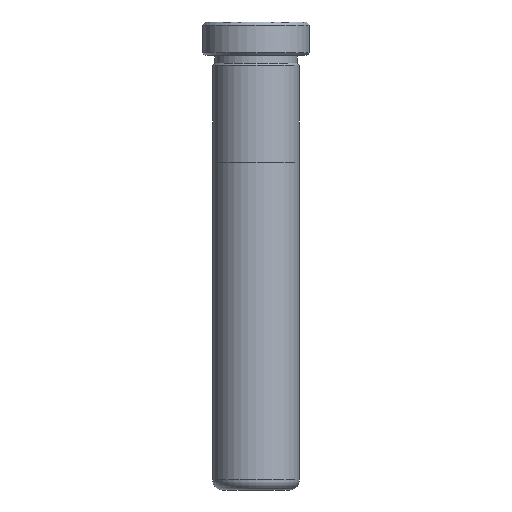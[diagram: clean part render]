
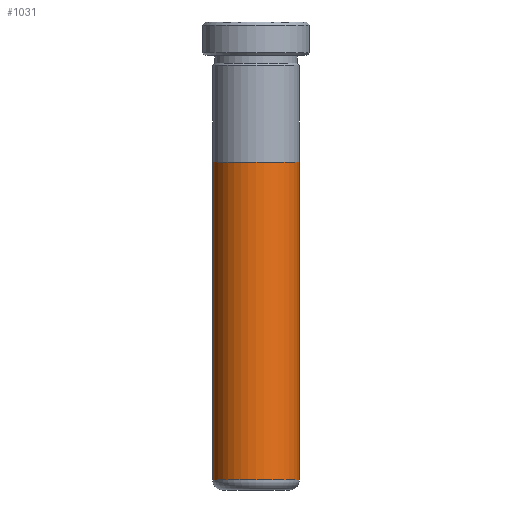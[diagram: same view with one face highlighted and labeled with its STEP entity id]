
A CAD part, front view. The second image highlights one B-rep face of the part: STEP entity #1031.
In plain terms, the highlighted cylindrical face has radius 6.495 mm (diameter 12.99 mm), a partial arc.
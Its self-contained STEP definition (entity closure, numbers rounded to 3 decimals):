
#16 = DIRECTION ( 'NONE',  ( 1., 0., 0. ) ) ;
#74 = EDGE_CURVE ( 'NONE', #604, #944, #558, .T. ) ;
#112 = EDGE_CURVE ( 'NONE', #1392, #604, #1385, .T. ) ;
#116 = DIRECTION ( 'NONE',  ( 0., 0., -1. ) ) ;
#130 = VECTOR ( 'NONE', #116, 1000. ) ;
#241 = DIRECTION ( 'NONE',  ( 0., 0., -1. ) ) ;
#299 = CARTESIAN_POINT ( 'NONE',  ( -6.495, 0., 49. ) ) ;
#384 = CIRCLE ( 'NONE', #1123, 6.495 ) ;
#395 = EDGE_CURVE ( 'NONE', #590, #944, #466, .T. ) ;
#439 = EDGE_CURVE ( 'NONE', #1392, #590, #384, .T. ) ;
#466 = LINE ( 'NONE', #1291, #130 ) ;
#494 = DIRECTION ( 'NONE',  ( -1., 0., 0. ) ) ;
#524 = FACE_OUTER_BOUND ( 'NONE', #1167, .T. ) ;
#558 = CIRCLE ( 'NONE', #1324, 6.495 ) ;
#570 = ORIENTED_EDGE ( 'NONE', *, *, #395, .F. ) ;
#590 = VERTEX_POINT ( 'NONE', #1347 ) ;
#604 = VERTEX_POINT ( 'NONE', #907 ) ;
#728 = DIRECTION ( 'NONE',  ( 0., 0., -1. ) ) ;
#761 = DIRECTION ( 'NONE',  ( 0., 0., 1. ) ) ;
#818 = AXIS2_PLACEMENT_3D ( 'NONE', #1293, #241, #494 ) ;
#907 = CARTESIAN_POINT ( 'NONE',  ( -6.495, 0., 1.5 ) ) ;
#935 = CARTESIAN_POINT ( 'NONE',  ( -6.495, 0., 65. ) ) ;
#944 = VERTEX_POINT ( 'NONE', #1431 ) ;
#972 = ORIENTED_EDGE ( 'NONE', *, *, #439, .F. ) ;
#1031 = ADVANCED_FACE ( 'NONE', ( #524 ), #1060, .T. ) ;
#1060 = CYLINDRICAL_SURFACE ( 'NONE', #818, 6.495 ) ;
#1094 = VECTOR ( 'NONE', #728, 1000. ) ;
#1123 = AXIS2_PLACEMENT_3D ( 'NONE', #1423, #761, #16 ) ;
#1147 = DIRECTION ( 'NONE',  ( 1., 0., 0. ) ) ;
#1153 = CARTESIAN_POINT ( 'NONE',  ( 0., 0., 1.5 ) ) ;
#1167 = EDGE_LOOP ( 'NONE', ( #570, #972, #1436, #1311 ) ) ;
#1291 = CARTESIAN_POINT ( 'NONE',  ( 6.495, 0., 65. ) ) ;
#1293 = CARTESIAN_POINT ( 'NONE',  ( 0., 0., 65. ) ) ;
#1311 = ORIENTED_EDGE ( 'NONE', *, *, #74, .T. ) ;
#1324 = AXIS2_PLACEMENT_3D ( 'NONE', #1153, #1498, #1147 ) ;
#1347 = CARTESIAN_POINT ( 'NONE',  ( 6.495, 0., 49. ) ) ;
#1385 = LINE ( 'NONE', #935, #1094 ) ;
#1392 = VERTEX_POINT ( 'NONE', #299 ) ;
#1423 = CARTESIAN_POINT ( 'NONE',  ( 0., 0., 49. ) ) ;
#1431 = CARTESIAN_POINT ( 'NONE',  ( 6.495, 0., 1.5 ) ) ;
#1436 = ORIENTED_EDGE ( 'NONE', *, *, #112, .T. ) ;
#1498 = DIRECTION ( 'NONE',  ( 0., 0., 1. ) ) ;
